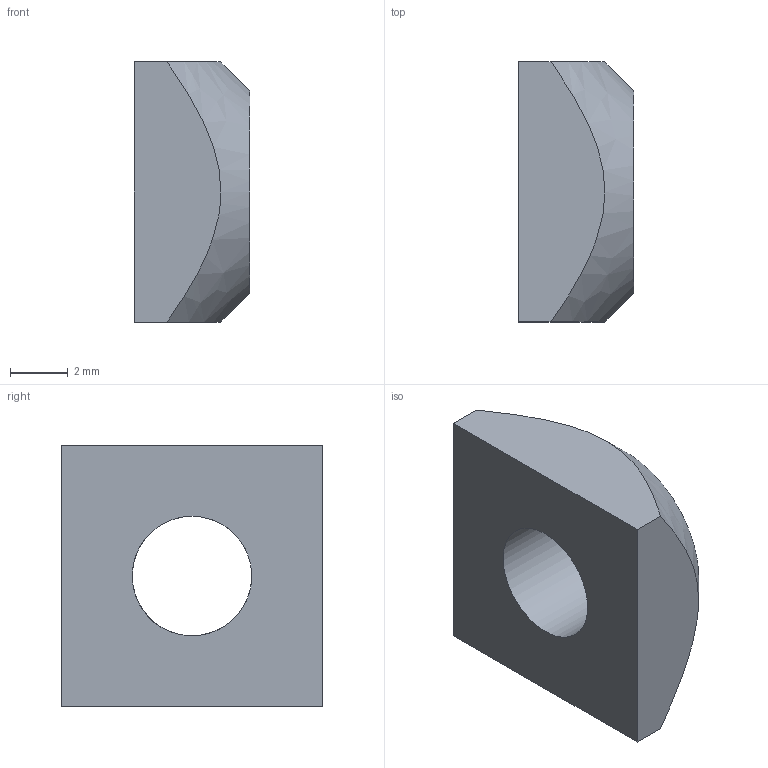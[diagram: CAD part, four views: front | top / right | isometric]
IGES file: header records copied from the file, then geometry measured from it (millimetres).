
Global section: file name: 210650; native system: Autodesk Inventor 2021; preprocessor: unknown; author: Krajewski; date: 20220920.130835; units: millimetre
Bounding box: 4 x 9 x 9 mm (x, y, z)
Volume: 230.1 mm3; surface area: 288.8 mm2
Topology: 1 solids, 1 shells, 8 faces, 20 edges, 14 vertices
Faces by surface type: bspline 8
